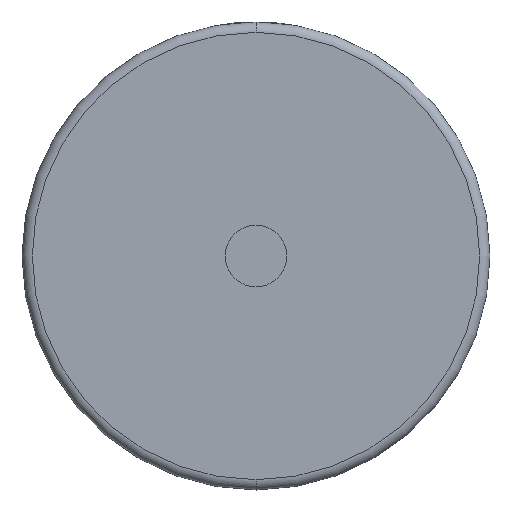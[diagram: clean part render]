
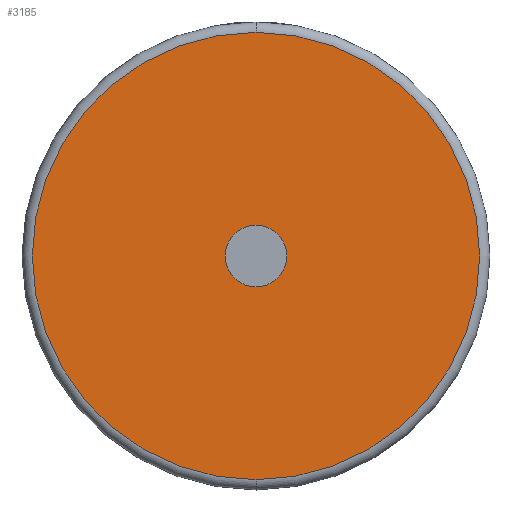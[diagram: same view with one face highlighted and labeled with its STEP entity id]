
A CAD part, front view. The second image highlights one B-rep face of the part: STEP entity #3185.
In plain terms, the highlighted planar face has unit normal (0, -1, 0).
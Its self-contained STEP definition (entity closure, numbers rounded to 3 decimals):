
#24 = EDGE_LOOP ( 'NONE', ( #3669, #2957 ) ) ;
#223 = AXIS2_PLACEMENT_3D ( 'NONE', #2378, #2695, #3580 ) ;
#287 = DIRECTION ( 'NONE',  ( 0., 1., 0. ) ) ;
#305 = CIRCLE ( 'NONE', #613, 6. ) ;
#368 = DIRECTION ( 'NONE',  ( 0., -1., 0. ) ) ;
#524 = CARTESIAN_POINT ( 'NONE',  ( 0., 0., 0. ) ) ;
#613 = AXIS2_PLACEMENT_3D ( 'NONE', #1005, #368, #1896 ) ;
#723 = CARTESIAN_POINT ( 'NONE',  ( 0., 0., -43.5 ) ) ;
#741 = CIRCLE ( 'NONE', #3160, 43.5 ) ;
#845 = VERTEX_POINT ( 'NONE', #723 ) ;
#1005 = CARTESIAN_POINT ( 'NONE',  ( 0., 0., 0. ) ) ;
#1037 = DIRECTION ( 'NONE',  ( 0., 0., 1. ) ) ;
#1048 = VERTEX_POINT ( 'NONE', #3484 ) ;
#1087 = DIRECTION ( 'NONE',  ( 0., -1., 0. ) ) ;
#1143 = ORIENTED_EDGE ( 'NONE', *, *, #3763, .F. ) ;
#1279 = VERTEX_POINT ( 'NONE', #2486 ) ;
#1477 = CARTESIAN_POINT ( 'NONE',  ( 0., 0., 0. ) ) ;
#1896 = DIRECTION ( 'NONE',  ( 0., 0., 1. ) ) ;
#1949 = EDGE_CURVE ( 'NONE', #1279, #845, #2479, .T. ) ;
#1988 = AXIS2_PLACEMENT_3D ( 'NONE', #1477, #287, #3211 ) ;
#2155 = AXIS2_PLACEMENT_3D ( 'NONE', #2792, #2780, #1037 ) ;
#2189 = EDGE_CURVE ( 'NONE', #845, #1279, #741, .T. ) ;
#2254 = VERTEX_POINT ( 'NONE', #3681 ) ;
#2366 = FACE_BOUND ( 'NONE', #2870, .T. ) ;
#2378 = CARTESIAN_POINT ( 'NONE',  ( 0., 0., 0. ) ) ;
#2479 = CIRCLE ( 'NONE', #223, 43.5 ) ;
#2486 = CARTESIAN_POINT ( 'NONE',  ( 0., 0., 43.5 ) ) ;
#2583 = CIRCLE ( 'NONE', #2155, 6. ) ;
#2695 = DIRECTION ( 'NONE',  ( 0., -1., 0. ) ) ;
#2780 = DIRECTION ( 'NONE',  ( 0., -1., 0. ) ) ;
#2792 = CARTESIAN_POINT ( 'NONE',  ( 0., 0., 0. ) ) ;
#2838 = DIRECTION ( 'NONE',  ( 0., 0., 1. ) ) ;
#2870 = EDGE_LOOP ( 'NONE', ( #2984, #1143 ) ) ;
#2940 = PLANE ( 'NONE',  #1988 ) ;
#2957 = ORIENTED_EDGE ( 'NONE', *, *, #2189, .T. ) ;
#2984 = ORIENTED_EDGE ( 'NONE', *, *, #3691, .F. ) ;
#2998 = FACE_OUTER_BOUND ( 'NONE', #24, .T. ) ;
#3160 = AXIS2_PLACEMENT_3D ( 'NONE', #524, #1087, #2838 ) ;
#3185 = ADVANCED_FACE ( 'NONE', ( #2998, #2366 ), #2940, .F. ) ;
#3211 = DIRECTION ( 'NONE',  ( 0., 0., 1. ) ) ;
#3484 = CARTESIAN_POINT ( 'NONE',  ( 0., 0., -6. ) ) ;
#3580 = DIRECTION ( 'NONE',  ( 0., 0., 1. ) ) ;
#3669 = ORIENTED_EDGE ( 'NONE', *, *, #1949, .T. ) ;
#3681 = CARTESIAN_POINT ( 'NONE',  ( 0., 0., 6. ) ) ;
#3691 = EDGE_CURVE ( 'NONE', #2254, #1048, #305, .T. ) ;
#3763 = EDGE_CURVE ( 'NONE', #1048, #2254, #2583, .T. ) ;
